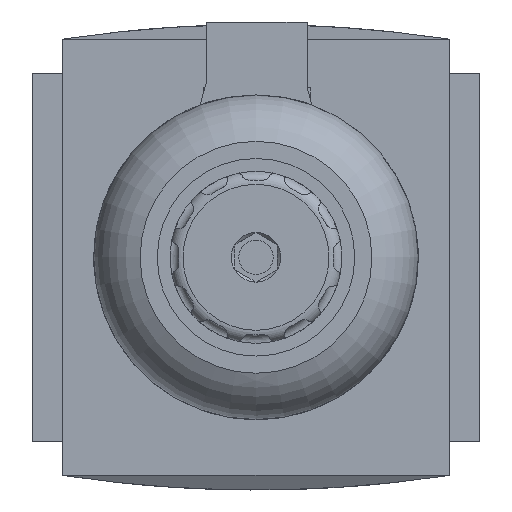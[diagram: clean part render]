
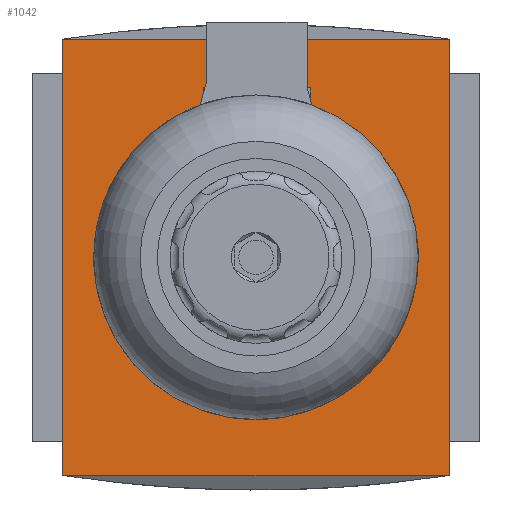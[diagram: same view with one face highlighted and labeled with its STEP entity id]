
A CAD part, front view. The second image highlights one B-rep face of the part: STEP entity #1042.
In plain terms, the highlighted planar face has unit normal (0, -1, 0).
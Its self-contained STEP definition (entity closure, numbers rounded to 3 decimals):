
#1042 = ADVANCED_FACE( '', ( #2473 ), #2474, .F. );
#2473 = FACE_OUTER_BOUND( '', #4344, .T. );
#2474 = PLANE( '', #4345 );
#4344 = EDGE_LOOP( '', ( #7258, #7259, #7260, #7261 ) );
#4345 = AXIS2_PLACEMENT_3D( '', #7262, #7263, #7264 );
#7258 = ORIENTED_EDGE( '', *, *, #12062, .F. );
#7259 = ORIENTED_EDGE( '', *, *, #11648, .T. );
#7260 = ORIENTED_EDGE( '', *, *, #12063, .F. );
#7261 = ORIENTED_EDGE( '', *, *, #12064, .T. );
#7262 = CARTESIAN_POINT( '', ( 0., -31., 122.903 ) );
#7263 = DIRECTION( '', ( 0., 1., 0. ) );
#7264 = DIRECTION( '', ( 0., 0., 1. ) );
#11648 = EDGE_CURVE( '', #14189, #14190, #14191, .T. );
#12062 = EDGE_CURVE( '', #14189, #14089, #14860, .T. );
#12063 = EDGE_CURVE( '', #14085, #14190, #14861, .T. );
#12064 = EDGE_CURVE( '', #14085, #14089, #14862, .T. );
#14085 = VERTEX_POINT( '', #17726 );
#14089 = VERTEX_POINT( '', #17731 );
#14189 = VERTEX_POINT( '', #17869 );
#14190 = VERTEX_POINT( '', #17870 );
#14191 = LINE( '', #17871, #17872 );
#14860 = LINE( '', #18949, #18950 );
#14861 = LINE( '', #18951, #18952 );
#14862 = LINE( '', #18953, #18954 );
#17726 = CARTESIAN_POINT( '', ( 22.5, -31., 25.4 ) );
#17731 = CARTESIAN_POINT( '', ( -22.5, -31., 25.4 ) );
#17869 = CARTESIAN_POINT( '', ( -22.5, -31., -25.4 ) );
#17870 = CARTESIAN_POINT( '', ( 22.5, -31., -25.4 ) );
#17871 = CARTESIAN_POINT( '', ( 0., -31., -25.4 ) );
#17872 = VECTOR( '', #22297, 1000. );
#18949 = CARTESIAN_POINT( '', ( -22.5, -31., -25.4 ) );
#18950 = VECTOR( '', #22803, 1000. );
#18951 = CARTESIAN_POINT( '', ( 22.5, -31., 25.4 ) );
#18952 = VECTOR( '', #22804, 1000. );
#18953 = CARTESIAN_POINT( '', ( 0., -31., 25.4 ) );
#18954 = VECTOR( '', #22805, 1000. );
#22297 = DIRECTION( '', ( 1., 0., 0. ) );
#22803 = DIRECTION( '', ( 0., 0., 1. ) );
#22804 = DIRECTION( '', ( 0., 0., -1. ) );
#22805 = DIRECTION( '', ( -1., 0., 0. ) );
